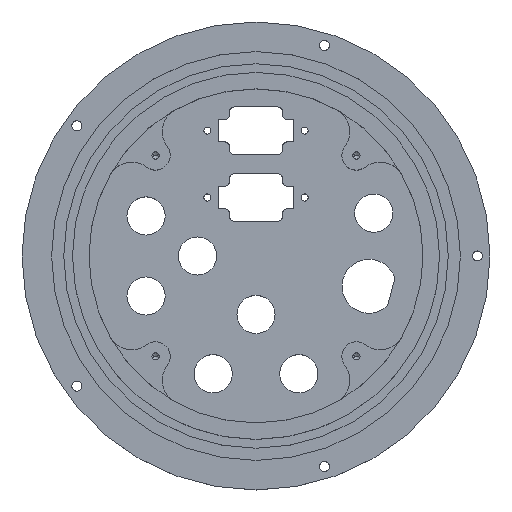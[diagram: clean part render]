
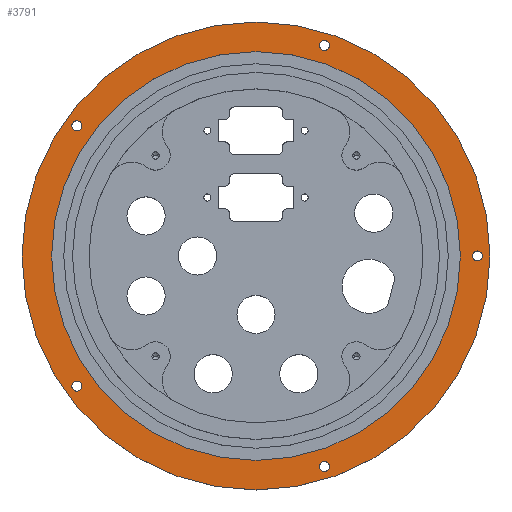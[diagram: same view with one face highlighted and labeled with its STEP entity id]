
A CAD part, top view. The second image highlights one B-rep face of the part: STEP entity #3791.
In plain terms, the highlighted planar face has unit normal (0, 0, 1).
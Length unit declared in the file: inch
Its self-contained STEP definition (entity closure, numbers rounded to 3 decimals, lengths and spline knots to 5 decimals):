
#37 = EDGE_CURVE ( 'NONE', #498, #1681, #4504, .T. ) ;
#47 = AXIS2_PLACEMENT_3D ( 'NONE', #901, #3352, #1256 ) ;
#49 = ORIENTED_EDGE ( 'NONE', *, *, #4521, .F. ) ;
#87 = VERTEX_POINT ( 'NONE', #2205 ) ;
#96 = EDGE_CURVE ( 'NONE', #1315, #3009, #4274, .T. ) ;
#169 = ORIENTED_EDGE ( 'NONE', *, *, #787, .F. ) ;
#183 = FACE_BOUND ( 'NONE', #1226, .T. ) ;
#285 = VERTEX_POINT ( 'NONE', #3472 ) ;
#300 = ORIENTED_EDGE ( 'NONE', *, *, #3621, .F. ) ;
#389 = VERTEX_POINT ( 'NONE', #4308 ) ;
#434 = DIRECTION ( 'NONE',  ( 0., 0., 1. ) ) ;
#437 = EDGE_LOOP ( 'NONE', ( #2117, #527 ) ) ;
#486 = DIRECTION ( 'NONE',  ( 0., 0., 1. ) ) ;
#498 = VERTEX_POINT ( 'NONE', #2477 ) ;
#527 = ORIENTED_EDGE ( 'NONE', *, *, #1205, .F. ) ;
#608 = AXIS2_PLACEMENT_3D ( 'NONE', #1504, #3925, #1835 ) ;
#615 = AXIS2_PLACEMENT_3D ( 'NONE', #1021, #4510, #2429 ) ;
#787 = EDGE_CURVE ( 'NONE', #2830, #285, #1422, .T. ) ;
#805 = AXIS2_PLACEMENT_3D ( 'NONE', #1614, #4034, #1943 ) ;
#847 = DIRECTION ( 'NONE',  ( 0., 0., -1. ) ) ;
#883 = VERTEX_POINT ( 'NONE', #2611 ) ;
#901 = CARTESIAN_POINT ( 'NONE',  ( 0., 0., 0.25 ) ) ;
#995 = CARTESIAN_POINT ( 'NONE',  ( -3.057, 0., 0.25 ) ) ;
#1018 = EDGE_LOOP ( 'NONE', ( #2712, #2473 ) ) ;
#1021 = CARTESIAN_POINT ( 'NONE',  ( 3.057, 0., 0.25 ) ) ;
#1028 = DIRECTION ( 'NONE',  ( 0., 0., 1. ) ) ;
#1029 = EDGE_CURVE ( 'NONE', #389, #2503, #3906, .T. ) ;
#1109 = FACE_OUTER_BOUND ( 'NONE', #437, .T. ) ;
#1116 = EDGE_CURVE ( 'NONE', #2503, #389, #3835, .T. ) ;
#1181 = EDGE_LOOP ( 'NONE', ( #2785, #4460 ) ) ;
#1182 = VERTEX_POINT ( 'NONE', #1563 ) ;
#1205 = EDGE_CURVE ( 'NONE', #1681, #498, #2704, .T. ) ;
#1217 = CARTESIAN_POINT ( 'NONE',  ( -2.75462, -1.94704, 0.25 ) ) ;
#1226 = EDGE_LOOP ( 'NONE', ( #2130, #2497 ) ) ;
#1256 = DIRECTION ( 'NONE',  ( -1., 0., 0. ) ) ;
#1287 = DIRECTION ( 'NONE',  ( 0., 0., 1. ) ) ;
#1315 = VERTEX_POINT ( 'NONE', #2335 ) ;
#1350 = CARTESIAN_POINT ( 'NONE',  ( 1.09837, 3.15037, 0.25 ) ) ;
#1396 = EDGE_LOOP ( 'NONE', ( #1766, #169 ) ) ;
#1410 = DIRECTION ( 'NONE',  ( 0., 0., -1. ) ) ;
#1422 = CIRCLE ( 'NONE', #2647, 0.07475 ) ;
#1459 = CARTESIAN_POINT ( 'NONE',  ( -2.67987, -1.94704, 0.25 ) ) ;
#1504 = CARTESIAN_POINT ( 'NONE',  ( 3.3125, 0., 0.25 ) ) ;
#1507 = CARTESIAN_POINT ( 'NONE',  ( -2.67987, 1.94704, 0.25 ) ) ;
#1563 = CARTESIAN_POINT ( 'NONE',  ( 0.94887, -3.15037, 0.25 ) ) ;
#1597 = CARTESIAN_POINT ( 'NONE',  ( 0., 0., 0.25 ) ) ;
#1614 = CARTESIAN_POINT ( 'NONE',  ( 1.02362, -3.15037, 0.25 ) ) ;
#1620 = CIRCLE ( 'NONE', #1952, 0.07475 ) ;
#1625 = AXIS2_PLACEMENT_3D ( 'NONE', #3383, #1287, #3716 ) ;
#1646 = DIRECTION ( 'NONE',  ( 0., 0., 1. ) ) ;
#1681 = VERTEX_POINT ( 'NONE', #2774 ) ;
#1710 = CIRCLE ( 'NONE', #1817, 0.07475 ) ;
#1766 = ORIENTED_EDGE ( 'NONE', *, *, #3300, .F. ) ;
#1786 = DIRECTION ( 'NONE',  ( 1., 0., 0. ) ) ;
#1817 = AXIS2_PLACEMENT_3D ( 'NONE', #2531, #434, #2871 ) ;
#1835 = DIRECTION ( 'NONE',  ( 1., 0., 0. ) ) ;
#1836 = DIRECTION ( 'NONE',  ( 1., 0., 0. ) ) ;
#1862 = CIRCLE ( 'NONE', #2079, 0.07475 ) ;
#1898 = CIRCLE ( 'NONE', #2403, 0.07475 ) ;
#1928 = DIRECTION ( 'NONE',  ( -1., 0., 0. ) ) ;
#1943 = DIRECTION ( 'NONE',  ( 1., 0., 0. ) ) ;
#1952 = AXIS2_PLACEMENT_3D ( 'NONE', #1507, #3927, #1836 ) ;
#2017 = EDGE_LOOP ( 'NONE', ( #300, #49 ) ) ;
#2037 = FACE_BOUND ( 'NONE', #1181, .T. ) ;
#2061 = CARTESIAN_POINT ( 'NONE',  ( -2.67987, -1.94704, 0.25 ) ) ;
#2079 = AXIS2_PLACEMENT_3D ( 'NONE', #3728, #1646, #4078 ) ;
#2117 = ORIENTED_EDGE ( 'NONE', *, *, #37, .F. ) ;
#2130 = ORIENTED_EDGE ( 'NONE', *, *, #2348, .T. ) ;
#2145 = FACE_BOUND ( 'NONE', #1396, .T. ) ;
#2205 = CARTESIAN_POINT ( 'NONE',  ( 3.057, 0., 0.25 ) ) ;
#2235 = ORIENTED_EDGE ( 'NONE', *, *, #4280, .F. ) ;
#2274 = EDGE_CURVE ( 'NONE', #3009, #1315, #1898, .T. ) ;
#2335 = CARTESIAN_POINT ( 'NONE',  ( 0.94887, 3.15037, 0.25 ) ) ;
#2348 = EDGE_CURVE ( 'NONE', #2999, #87, #4490, .T. ) ;
#2403 = AXIS2_PLACEMENT_3D ( 'NONE', #3127, #1028, #3484 ) ;
#2429 = DIRECTION ( 'NONE',  ( -1., 0., 0. ) ) ;
#2431 = DIRECTION ( 'NONE',  ( 1., 0., 0. ) ) ;
#2473 = ORIENTED_EDGE ( 'NONE', *, *, #1029, .F. ) ;
#2477 = CARTESIAN_POINT ( 'NONE',  ( -3.5, 0., 0.25 ) ) ;
#2486 = CIRCLE ( 'NONE', #805, 0.07475 ) ;
#2497 = ORIENTED_EDGE ( 'NONE', *, *, #3959, .T. ) ;
#2503 = VERTEX_POINT ( 'NONE', #2755 ) ;
#2531 = CARTESIAN_POINT ( 'NONE',  ( -2.67987, 1.94704, 0.25 ) ) ;
#2582 = CARTESIAN_POINT ( 'NONE',  ( 1.02362, 3.15037, 0.25 ) ) ;
#2611 = CARTESIAN_POINT ( 'NONE',  ( -2.75462, 1.94704, 0.25 ) ) ;
#2633 = AXIS2_PLACEMENT_3D ( 'NONE', #3506, #1410, #3833 ) ;
#2647 = AXIS2_PLACEMENT_3D ( 'NONE', #1459, #3875, #1786 ) ;
#2704 = CIRCLE ( 'NONE', #2927, 3.5 ) ;
#2712 = ORIENTED_EDGE ( 'NONE', *, *, #1116, .F. ) ;
#2755 = CARTESIAN_POINT ( 'NONE',  ( 3.38725, 0., 0.25 ) ) ;
#2774 = CARTESIAN_POINT ( 'NONE',  ( 3.5, 0., 0.25 ) ) ;
#2785 = ORIENTED_EDGE ( 'NONE', *, *, #2274, .F. ) ;
#2830 = VERTEX_POINT ( 'NONE', #1217 ) ;
#2871 = DIRECTION ( 'NONE',  ( 1., 0., 0. ) ) ;
#2892 = AXIS2_PLACEMENT_3D ( 'NONE', #3004, #847, #2946 ) ;
#2921 = DIRECTION ( 'NONE',  ( 1., 0., 0. ) ) ;
#2927 = AXIS2_PLACEMENT_3D ( 'NONE', #1597, #4022, #1928 ) ;
#2946 = DIRECTION ( 'NONE',  ( -1., 0., 0. ) ) ;
#2964 = FACE_BOUND ( 'NONE', #3139, .T. ) ;
#2999 = VERTEX_POINT ( 'NONE', #995 ) ;
#3004 = CARTESIAN_POINT ( 'NONE',  ( 0., 0., 0.25 ) ) ;
#3009 = VERTEX_POINT ( 'NONE', #1350 ) ;
#3011 = VERTEX_POINT ( 'NONE', #3776 ) ;
#3099 = FACE_BOUND ( 'NONE', #2017, .T. ) ;
#3127 = CARTESIAN_POINT ( 'NONE',  ( 1.02362, 3.15037, 0.25 ) ) ;
#3139 = EDGE_LOOP ( 'NONE', ( #4310, #2235 ) ) ;
#3147 = VERTEX_POINT ( 'NONE', #3306 ) ;
#3201 = CIRCLE ( 'NONE', #4386, 0.07475 ) ;
#3300 = EDGE_CURVE ( 'NONE', #285, #2830, #3201, .T. ) ;
#3306 = CARTESIAN_POINT ( 'NONE',  ( 1.09837, -3.15037, 0.25 ) ) ;
#3352 = DIRECTION ( 'NONE',  ( 0., 0., -1. ) ) ;
#3383 = CARTESIAN_POINT ( 'NONE',  ( 3.3125, 0., 0.25 ) ) ;
#3467 = EDGE_CURVE ( 'NONE', #3011, #883, #1620, .T. ) ;
#3472 = CARTESIAN_POINT ( 'NONE',  ( -2.60512, -1.94704, 0.25 ) ) ;
#3484 = DIRECTION ( 'NONE',  ( 1., 0., 0. ) ) ;
#3506 = CARTESIAN_POINT ( 'NONE',  ( 0., 0., 0.25 ) ) ;
#3602 = AXIS2_PLACEMENT_3D ( 'NONE', #2582, #486, #2921 ) ;
#3621 = EDGE_CURVE ( 'NONE', #3147, #1182, #1862, .T. ) ;
#3629 = CIRCLE ( 'NONE', #47, 3.057 ) ;
#3716 = DIRECTION ( 'NONE',  ( 1., 0., 0. ) ) ;
#3728 = CARTESIAN_POINT ( 'NONE',  ( 1.02362, -3.15037, 0.25 ) ) ;
#3776 = CARTESIAN_POINT ( 'NONE',  ( -2.60512, 1.94704, 0.25 ) ) ;
#3791 = ADVANCED_FACE ( 'NONE', ( #3885, #3099, #2145, #2964, #2037, #1109, #183 ), #3798, .F. ) ;
#3798 = PLANE ( 'NONE',  #615 ) ;
#3833 = DIRECTION ( 'NONE',  ( -1., 0., 0. ) ) ;
#3835 = CIRCLE ( 'NONE', #608, 0.07475 ) ;
#3875 = DIRECTION ( 'NONE',  ( 0., 0., 1. ) ) ;
#3885 = FACE_BOUND ( 'NONE', #1018, .T. ) ;
#3906 = CIRCLE ( 'NONE', #1625, 0.07475 ) ;
#3925 = DIRECTION ( 'NONE',  ( 0., 0., 1. ) ) ;
#3927 = DIRECTION ( 'NONE',  ( 0., 0., 1. ) ) ;
#3959 = EDGE_CURVE ( 'NONE', #87, #2999, #3629, .T. ) ;
#4022 = DIRECTION ( 'NONE',  ( 0., 0., -1. ) ) ;
#4034 = DIRECTION ( 'NONE',  ( 0., 0., 1. ) ) ;
#4078 = DIRECTION ( 'NONE',  ( 1., 0., 0. ) ) ;
#4274 = CIRCLE ( 'NONE', #3602, 0.07475 ) ;
#4280 = EDGE_CURVE ( 'NONE', #883, #3011, #1710, .T. ) ;
#4308 = CARTESIAN_POINT ( 'NONE',  ( 3.23775, 0., 0.25 ) ) ;
#4310 = ORIENTED_EDGE ( 'NONE', *, *, #3467, .F. ) ;
#4386 = AXIS2_PLACEMENT_3D ( 'NONE', #2061, #4513, #2431 ) ;
#4460 = ORIENTED_EDGE ( 'NONE', *, *, #96, .F. ) ;
#4490 = CIRCLE ( 'NONE', #2633, 3.057 ) ;
#4504 = CIRCLE ( 'NONE', #2892, 3.5 ) ;
#4510 = DIRECTION ( 'NONE',  ( 0., 0., -1. ) ) ;
#4513 = DIRECTION ( 'NONE',  ( 0., 0., 1. ) ) ;
#4521 = EDGE_CURVE ( 'NONE', #1182, #3147, #2486, .T. ) ;
